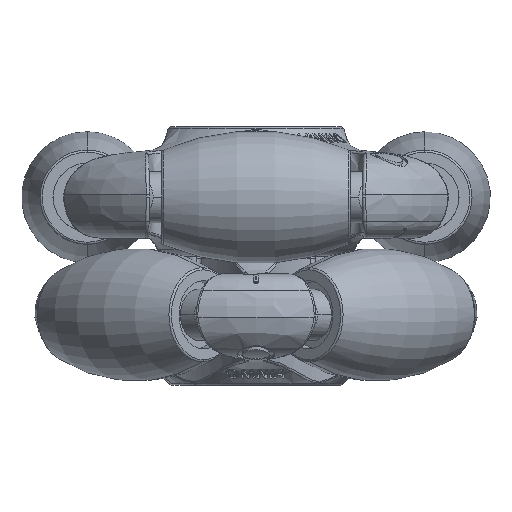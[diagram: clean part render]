
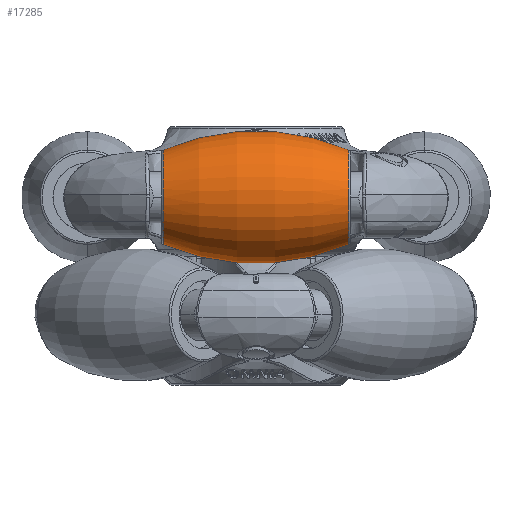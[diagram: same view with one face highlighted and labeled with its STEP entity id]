
A CAD part, left-side view. The second image highlights one B-rep face of the part: STEP entity #17285.
In plain terms, the highlighted toroidal (fillet/blend) face has major radius 17.955 mm and minor radius 25 mm.
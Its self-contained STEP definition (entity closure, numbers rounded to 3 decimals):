
#596 = CIRCLE ( 'NONE', #6938, 25. ) ;
#1866 = AXIS2_PLACEMENT_3D ( 'NONE', #13730, #44034, #41282 ) ;
#3044 = ORIENTED_EDGE ( 'NONE', *, *, #6898, .T. ) ;
#3214 = VERTEX_POINT ( 'NONE', #31431 ) ;
#5920 = EDGE_LOOP ( 'NONE', ( #37466, #41452, #3044, #6348 ) ) ;
#6348 = ORIENTED_EDGE ( 'NONE', *, *, #11306, .T. ) ;
#6898 = EDGE_CURVE ( 'NONE', #12915, #3214, #23186, .T. ) ;
#6938 = AXIS2_PLACEMENT_3D ( 'NONE', #25765, #29512, #22275 ) ;
#9309 = AXIS2_PLACEMENT_3D ( 'NONE', #18164, #25375, #40552 ) ;
#9729 = CARTESIAN_POINT ( 'NONE',  ( -17.95, -9.874, 11.263 ) ) ;
#11306 = EDGE_CURVE ( 'NONE', #3214, #34662, #45428, .T. ) ;
#11734 = CARTESIAN_POINT ( 'NONE',  ( -17.95, 9.874, 1.237 ) ) ;
#12915 = VERTEX_POINT ( 'NONE', #11734 ) ;
#13730 = CARTESIAN_POINT ( 'NONE',  ( -17.95, 0., 24.205 ) ) ;
#14689 = EDGE_CURVE ( 'NONE', #36515, #12915, #26662, .T. ) ;
#17285 = ADVANCED_FACE ( 'NONE', ( #29843 ), #41011, .T. ) ;
#18164 = CARTESIAN_POINT ( 'NONE',  ( -17.95, 0., 6.25 ) ) ;
#18609 = DIRECTION ( 'NONE',  ( 0., 1., 0. ) ) ;
#18952 = CARTESIAN_POINT ( 'NONE',  ( -17.95, 9.874, 11.263 ) ) ;
#22275 = DIRECTION ( 'NONE',  ( 0., 1., 0. ) ) ;
#23186 = CIRCLE ( 'NONE', #1866, 25. ) ;
#25375 = DIRECTION ( 'NONE',  ( 0., -1., 0. ) ) ;
#25411 = CARTESIAN_POINT ( 'NONE',  ( -17.95, 9.874, 6.25 ) ) ;
#25765 = CARTESIAN_POINT ( 'NONE',  ( -17.95, 0., -11.705 ) ) ;
#25887 = AXIS2_PLACEMENT_3D ( 'NONE', #25411, #36835, #43343 ) ;
#26662 = CIRCLE ( 'NONE', #25887, 5.013 ) ;
#28557 = EDGE_CURVE ( 'NONE', #36515, #34662, #596, .T. ) ;
#29512 = DIRECTION ( 'NONE',  ( 1., 0., 0. ) ) ;
#29550 = CARTESIAN_POINT ( 'NONE',  ( -17.95, -9.874, 6.25 ) ) ;
#29843 = FACE_OUTER_BOUND ( 'NONE', #5920, .T. ) ;
#31431 = CARTESIAN_POINT ( 'NONE',  ( -17.95, -9.874, 1.237 ) ) ;
#34662 = VERTEX_POINT ( 'NONE', #9729 ) ;
#35115 = AXIS2_PLACEMENT_3D ( 'NONE', #29550, #18609, #48904 ) ;
#36515 = VERTEX_POINT ( 'NONE', #18952 ) ;
#36835 = DIRECTION ( 'NONE',  ( 0., -1., 0. ) ) ;
#37466 = ORIENTED_EDGE ( 'NONE', *, *, #28557, .F. ) ;
#40552 = DIRECTION ( 'NONE',  ( 0., 0., 1. ) ) ;
#41011 = TOROIDAL_SURFACE ( 'NONE', #9309, -17.955, 25. ) ;
#41282 = DIRECTION ( 'NONE',  ( 0., -1., 0. ) ) ;
#41452 = ORIENTED_EDGE ( 'NONE', *, *, #14689, .T. ) ;
#43343 = DIRECTION ( 'NONE',  ( 0., 0., -1. ) ) ;
#44034 = DIRECTION ( 'NONE',  ( -1., 0., 0. ) ) ;
#45428 = CIRCLE ( 'NONE', #35115, 5.013 ) ;
#48904 = DIRECTION ( 'NONE',  ( 0., 0., 1. ) ) ;
